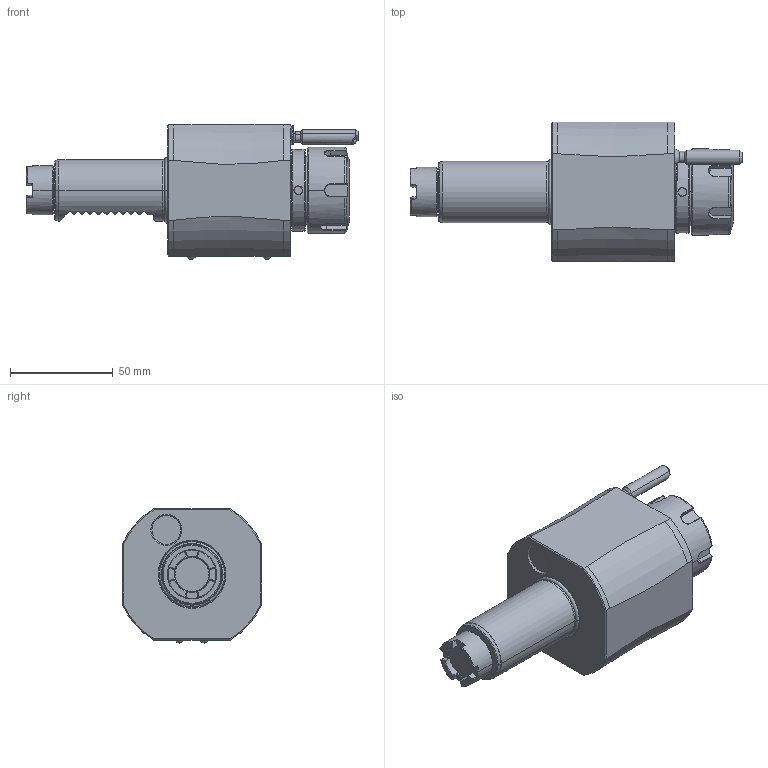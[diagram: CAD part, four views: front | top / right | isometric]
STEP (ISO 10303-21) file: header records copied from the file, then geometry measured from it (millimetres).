
FILE_DESCRIPTION((''),'2;1');
FILE_NAME('NGT1_30_151_25_1JA','2017-03-10T',('vali'),('NOVA GRUP'),'PRO/ENGINEER BY PARAMETRIC TECHNOLOGY CORPORATION, 2010280','PRO/ENGINEER BY PARAMETRIC TECHNOLOGY CORPORATION, 2010280','');
FILE_SCHEMA(('CONFIG_CONTROL_DESIGN'));
Length unit declared in the file: millimetre
Products named in the file (1): NGT1_30_151_25_1JA
Bounding box: 161.83 x 68 x 65.6 mm (x, y, z)
Volume: 308819.2 mm3; surface area: 36823 mm2
Topology: 1 solids, 1 shells, 321 faces, 799 edges, 496 vertices
Faces by surface type: plane 123, cylinder 66, bspline 56, cone 46, torus 24, sphere 6
Entity records: 13633 total; most frequent: CARTESIAN_POINT 6582, ORIENTED_EDGE 1590, DIRECTION 1239, EDGE_CURVE 795, VERTEX_POINT 496, AXIS2_PLACEMENT_3D 473, EDGE_LOOP 341, FACE_OUTER_BOUND 321
